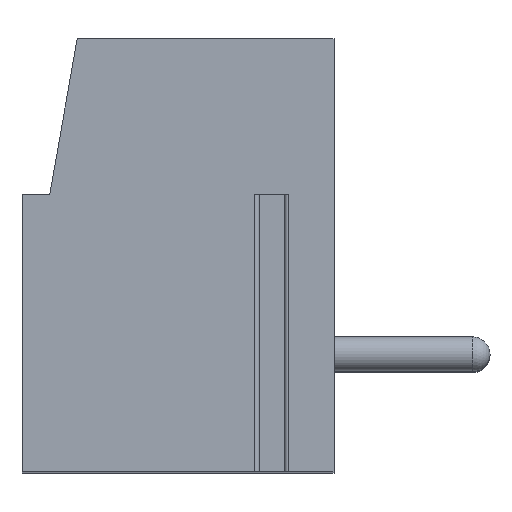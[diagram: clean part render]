
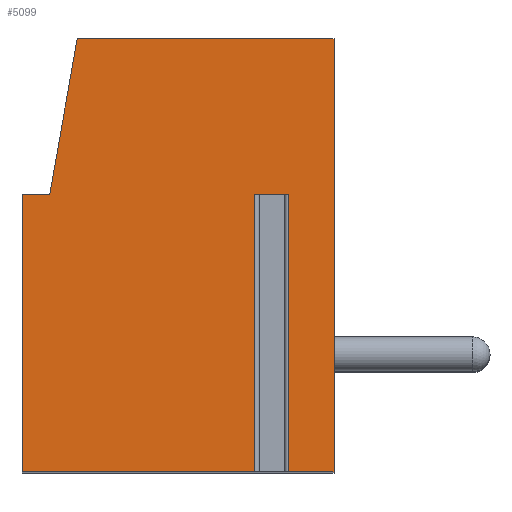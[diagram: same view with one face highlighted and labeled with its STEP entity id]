
A CAD part, top view. The second image highlights one B-rep face of the part: STEP entity #5099.
In plain terms, the highlighted planar face has unit normal (0, 0, 1).
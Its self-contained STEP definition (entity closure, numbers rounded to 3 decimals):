
#13=DIRECTION('',(-1.,0.,0.));
#14=VECTOR('',#13,0.958);
#15=CARTESIAN_POINT('',(3.179,1.75,22.5));
#16=LINE('',#15,#14);
#17=DIRECTION('',(0.,-1.,0.));
#18=VECTOR('',#17,8.);
#19=CARTESIAN_POINT('',(2.221,1.75,22.5));
#20=LINE('',#19,#18);
#21=DIRECTION('',(1.,0.,0.));
#22=VECTOR('',#21,6.721);
#23=CARTESIAN_POINT('',(-4.5,-6.25,22.5));
#24=LINE('',#23,#22);
#25=DIRECTION('',(0.,-1.,0.));
#26=VECTOR('',#25,8.);
#27=CARTESIAN_POINT('',(-4.5,1.75,22.5));
#28=LINE('',#27,#26);
#29=DIRECTION('',(-1.,0.,0.));
#30=VECTOR('',#29,0.8);
#31=CARTESIAN_POINT('',(-3.7,1.75,22.5));
#32=LINE('',#31,#30);
#33=DIRECTION('',(-0.174,-0.985,0.));
#34=VECTOR('',#33,4.569);
#35=CARTESIAN_POINT('',(-2.907,6.25,22.5));
#36=LINE('',#35,#34);
#37=DIRECTION('',(-1.,0.,0.));
#38=VECTOR('',#37,7.407);
#39=CARTESIAN_POINT('',(4.5,6.25,22.5));
#40=LINE('',#39,#38);
#41=DIRECTION('',(0.,1.,0.));
#42=VECTOR('',#41,12.5);
#43=CARTESIAN_POINT('',(4.5,-6.25,22.5));
#44=LINE('',#43,#42);
#45=DIRECTION('',(1.,0.,0.));
#46=VECTOR('',#45,1.321);
#47=CARTESIAN_POINT('',(3.179,-6.25,22.5));
#48=LINE('',#47,#46);
#49=DIRECTION('',(0.,-1.,0.));
#50=VECTOR('',#49,8.);
#51=CARTESIAN_POINT('',(3.179,1.75,22.5));
#52=LINE('',#51,#50);
#4023=CARTESIAN_POINT('',(-2.907,6.25,22.5));
#4024=CARTESIAN_POINT('',(-3.7,1.75,22.5));
#4025=VERTEX_POINT('',#4023);
#4026=VERTEX_POINT('',#4024);
#4027=CARTESIAN_POINT('',(-4.5,1.75,22.5));
#4028=VERTEX_POINT('',#4027);
#4029=CARTESIAN_POINT('',(-4.5,-6.25,22.5));
#4030=VERTEX_POINT('',#4029);
#4031=CARTESIAN_POINT('',(4.5,-6.25,22.5));
#4032=CARTESIAN_POINT('',(4.5,6.25,22.5));
#4033=VERTEX_POINT('',#4031);
#4034=VERTEX_POINT('',#4032);
#4091=CARTESIAN_POINT('',(3.179,1.75,22.5));
#4092=CARTESIAN_POINT('',(2.221,1.75,22.5));
#4093=VERTEX_POINT('',#4091);
#4094=VERTEX_POINT('',#4092);
#4095=CARTESIAN_POINT('',(3.179,-6.25,22.5));
#4096=VERTEX_POINT('',#4095);
#4097=CARTESIAN_POINT('',(2.221,-6.25,22.5));
#4098=VERTEX_POINT('',#4097);
#5072=CARTESIAN_POINT('',(0.,0.,22.5));
#5073=DIRECTION('',(0.,0.,1.));
#5074=DIRECTION('',(1.,0.,0.));
#5075=AXIS2_PLACEMENT_3D('',#5072,#5073,#5074);
#5076=PLANE('',#5075);
#5078=ORIENTED_EDGE('',*,*,#5077,.T.);
#5080=ORIENTED_EDGE('',*,*,#5079,.T.);
#5082=ORIENTED_EDGE('',*,*,#5081,.F.);
#5084=ORIENTED_EDGE('',*,*,#5083,.F.);
#5086=ORIENTED_EDGE('',*,*,#5085,.F.);
#5088=ORIENTED_EDGE('',*,*,#5087,.F.);
#5090=ORIENTED_EDGE('',*,*,#5089,.F.);
#5092=ORIENTED_EDGE('',*,*,#5091,.F.);
#5094=ORIENTED_EDGE('',*,*,#5093,.F.);
#5096=ORIENTED_EDGE('',*,*,#5095,.F.);
#5097=EDGE_LOOP('',(#5078,#5080,#5082,#5084,#5086,#5088,#5090,#5092,#5094,
#5096));
#5098=FACE_OUTER_BOUND('',#5097,.F.);
#5077=EDGE_CURVE('',#4093,#4094,#16,.T.);
#5079=EDGE_CURVE('',#4094,#4098,#20,.T.);
#5081=EDGE_CURVE('',#4030,#4098,#24,.T.);
#5083=EDGE_CURVE('',#4028,#4030,#28,.T.);
#5085=EDGE_CURVE('',#4026,#4028,#32,.T.);
#5087=EDGE_CURVE('',#4025,#4026,#36,.T.);
#5089=EDGE_CURVE('',#4034,#4025,#40,.T.);
#5091=EDGE_CURVE('',#4033,#4034,#44,.T.);
#5093=EDGE_CURVE('',#4096,#4033,#48,.T.);
#5095=EDGE_CURVE('',#4093,#4096,#52,.T.);
#5099=ADVANCED_FACE('',(#5098),#5076,.T.);
